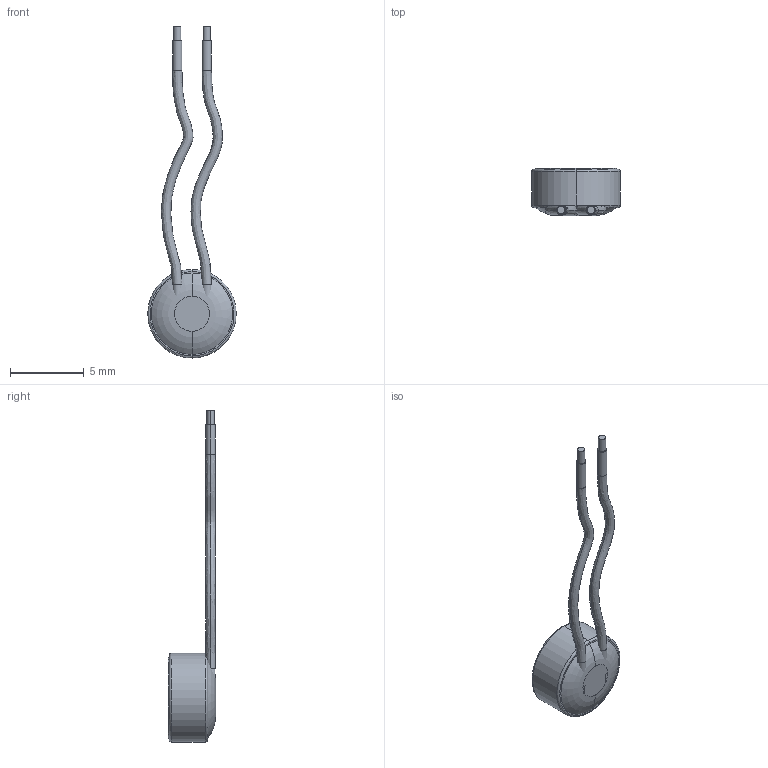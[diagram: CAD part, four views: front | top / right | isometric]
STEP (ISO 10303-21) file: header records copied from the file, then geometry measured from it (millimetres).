
FILE_DESCRIPTION (( 'STEP AP203' ), '1' );
FILE_NAME ('EM6027LW-42C.STEP', '2017-06-01T18:30:24', ( 'Gem' ), ( '' ), 'SwSTEP 2.0', 'SolidWorks 2013', '' );
FILE_SCHEMA (( 'CONFIG_CONTROL_DESIGN' ));
Length unit declared in the file: millimetre
Products named in the file (1): EM6027LW-42C
Bounding box: 6 x 3.21 x 22.5 mm (x, y, z)
Volume: 96.8 mm3; surface area: 275.4 mm2
Topology: 3 solids, 3 shells, 54 faces, 126 edges, 76 vertices
Faces by surface type: cylinder 24, plane 12, bspline 12, torus 6
Entity records: 2539 total; most frequent: CARTESIAN_POINT 1323, ORIENTED_EDGE 244, DIRECTION 238, EDGE_CURVE 122, AXIS2_PLACEMENT_3D 103, VERTEX_POINT 76, CIRCLE 60, EDGE_LOOP 56
